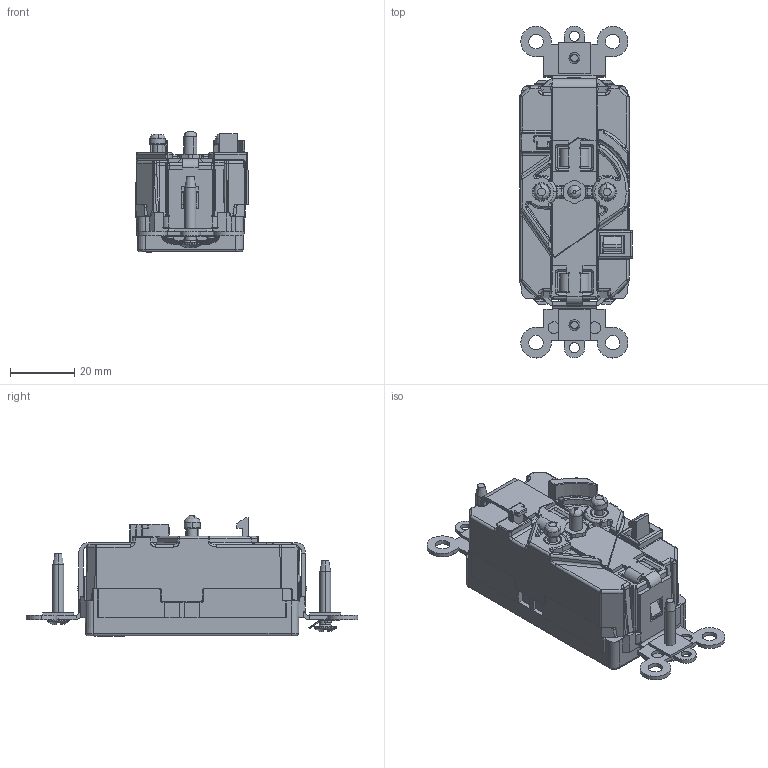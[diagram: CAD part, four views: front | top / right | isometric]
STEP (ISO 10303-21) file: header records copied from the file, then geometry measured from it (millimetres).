
FILE_DESCRIPTION (( 'STEP AP214' ), '1' );
FILE_NAME ('CATSTD-M1626-ILX-M01.STEP', '2020-09-29T20:49:32', ( '' ), ( '' ), 'SwSTEP 2.0', 'SolidWorks 2020', '' );
FILE_SCHEMA (( 'AUTOMOTIVE_DESIGN' ));
Length unit declared in the file: inch
Products named in the file (1): CATSTD-M1626-ILX-M01
Bounding box: 35.02 x 103.25 x 37.63 mm (x, y, z)
Volume: 17250.6 mm3; surface area: 26920.4 mm2
Topology: 15 solids, 15 shells, 1933 faces, 5083 edges, 3189 vertices
Faces by surface type: plane 913, cylinder 550, bspline 280, cone 83, sphere 62, torus 45
Entity records: 88573 total; most frequent: CARTESIAN_POINT 19028, ORIENTED_EDGE 10120, DIRECTION 8417, EDGE_CURVE 5060, VERTEX_POINT 3189, LINE 2855, VECTOR 2855, AXIS2_PLACEMENT_3D 2781
